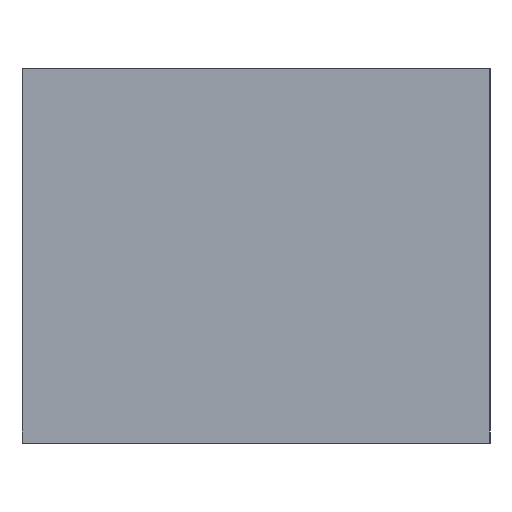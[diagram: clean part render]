
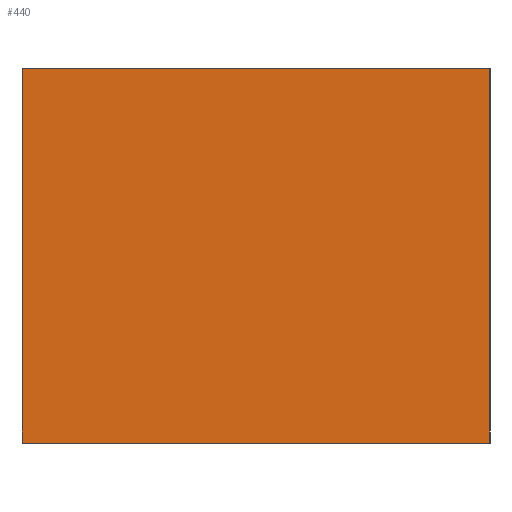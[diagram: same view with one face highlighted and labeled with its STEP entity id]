
A CAD part, left-side view. The second image highlights one B-rep face of the part: STEP entity #440.
In plain terms, the highlighted planar face has unit normal (-1, 0, 0).
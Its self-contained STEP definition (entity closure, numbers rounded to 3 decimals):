
#34=FACE_OUTER_BOUND('',#56,.T.);
#56=EDGE_LOOP('',(#379,#380,#381,#382,#383,#384,#385,#386,#387,#388,#389,
#390));
#62=LINE('',#582,#122);
#67=LINE('',#593,#127);
#69=LINE('',#596,#129);
#84=LINE('',#628,#144);
#89=LINE('',#639,#149);
#91=LINE('',#642,#151);
#106=LINE('',#672,#166);
#107=LINE('',#673,#167);
#108=LINE('',#675,#168);
#115=LINE('',#688,#175);
#116=LINE('',#691,#176);
#117=LINE('',#692,#177);
#122=VECTOR('',#474,0.001);
#127=VECTOR('',#483,0.001);
#129=VECTOR('',#487,0.35);
#144=VECTOR('',#512,0.001);
#149=VECTOR('',#521,0.001);
#151=VECTOR('',#525,0.35);
#166=VECTOR('',#550,0.1);
#167=VECTOR('',#551,0.35);
#168=VECTOR('',#552,0.1);
#175=VECTOR('',#563,1.);
#176=VECTOR('',#566,1.25);
#177=VECTOR('',#567,1.);
#179=VERTEX_POINT('',#575);
#182=VERTEX_POINT('',#580);
#185=VERTEX_POINT('',#590);
#186=VERTEX_POINT('',#592);
#195=VERTEX_POINT('',#621);
#198=VERTEX_POINT('',#626);
#201=VERTEX_POINT('',#636);
#202=VERTEX_POINT('',#638);
#212=VERTEX_POINT('',#670);
#213=VERTEX_POINT('',#674);
#217=VERTEX_POINT('',#686);
#218=VERTEX_POINT('',#690);
#222=EDGE_CURVE('',#179,#182,#62,.T.);
#227=EDGE_CURVE('',#185,#186,#67,.T.);
#229=EDGE_CURVE('',#186,#182,#69,.T.);
#244=EDGE_CURVE('',#195,#198,#84,.T.);
#249=EDGE_CURVE('',#201,#202,#89,.T.);
#251=EDGE_CURVE('',#202,#198,#91,.T.);
#266=EDGE_CURVE('',#185,#212,#106,.T.);
#267=EDGE_CURVE('',#201,#179,#107,.T.);
#268=EDGE_CURVE('',#213,#195,#108,.T.);
#275=EDGE_CURVE('',#217,#212,#115,.T.);
#276=EDGE_CURVE('',#218,#217,#116,.T.);
#277=EDGE_CURVE('',#213,#218,#117,.T.);
#379=ORIENTED_EDGE('',*,*,#222,.T.);
#380=ORIENTED_EDGE('',*,*,#229,.F.);
#381=ORIENTED_EDGE('',*,*,#227,.F.);
#382=ORIENTED_EDGE('',*,*,#266,.T.);
#383=ORIENTED_EDGE('',*,*,#275,.F.);
#384=ORIENTED_EDGE('',*,*,#276,.F.);
#385=ORIENTED_EDGE('',*,*,#277,.F.);
#386=ORIENTED_EDGE('',*,*,#268,.T.);
#387=ORIENTED_EDGE('',*,*,#244,.T.);
#388=ORIENTED_EDGE('',*,*,#251,.F.);
#389=ORIENTED_EDGE('',*,*,#249,.F.);
#390=ORIENTED_EDGE('',*,*,#267,.T.);
#418=PLANE('',#464);
#440=ADVANCED_FACE('',(#34),#418,.F.);
#464=AXIS2_PLACEMENT_3D('',#689,#564,#565);
#474=DIRECTION('',(0.,0.,-1.));
#483=DIRECTION('',(0.,0.,-1.));
#487=DIRECTION('',(0.,1.,0.));
#512=DIRECTION('',(0.,0.,-1.));
#521=DIRECTION('',(0.,0.,-1.));
#525=DIRECTION('',(0.,1.,0.));
#550=DIRECTION('',(0.,-1.,0.));
#551=DIRECTION('',(0.,-1.,0.));
#552=DIRECTION('',(0.,-1.,0.));
#563=DIRECTION('',(0.,0.,-1.));
#564=DIRECTION('center_axis',(1.,0.,0.));
#565=DIRECTION('ref_axis',(0.,-1.,0.));
#566=DIRECTION('',(0.,-1.,0.));
#567=DIRECTION('',(0.,0.,1.));
#575=CARTESIAN_POINT('',(-1.,-0.175,0.));
#580=CARTESIAN_POINT('',(-1.,-0.175,-0.001));
#582=CARTESIAN_POINT('',(-1.,-0.175,0.1));
#590=CARTESIAN_POINT('',(-1.,-0.525,0.));
#592=CARTESIAN_POINT('',(-1.,-0.525,-0.001));
#593=CARTESIAN_POINT('',(-1.,-0.525,0.1));
#596=CARTESIAN_POINT('',(-1.,-0.525,-0.001));
#621=CARTESIAN_POINT('',(-1.,0.525,0.));
#626=CARTESIAN_POINT('',(-1.,0.525,-0.001));
#628=CARTESIAN_POINT('',(-1.,0.525,0.1));
#636=CARTESIAN_POINT('',(-1.,0.175,0.));
#638=CARTESIAN_POINT('',(-1.,0.175,-0.001));
#639=CARTESIAN_POINT('',(-1.,0.175,0.1));
#642=CARTESIAN_POINT('',(-1.,0.175,-0.001));
#670=CARTESIAN_POINT('',(-1.,-0.625,0.));
#672=CARTESIAN_POINT('',(-1.,-0.525,0.));
#673=CARTESIAN_POINT('',(-1.,0.175,0.));
#674=CARTESIAN_POINT('',(-1.,0.625,0.));
#675=CARTESIAN_POINT('',(-1.,0.625,0.));
#686=CARTESIAN_POINT('',(-1.,-0.625,1.));
#688=CARTESIAN_POINT('',(-1.,-0.625,1.));
#689=CARTESIAN_POINT('Origin',(-1.,0.,0.5));
#690=CARTESIAN_POINT('',(-1.,0.625,1.));
#691=CARTESIAN_POINT('',(-1.,0.625,1.));
#692=CARTESIAN_POINT('',(-1.,0.625,0.));
